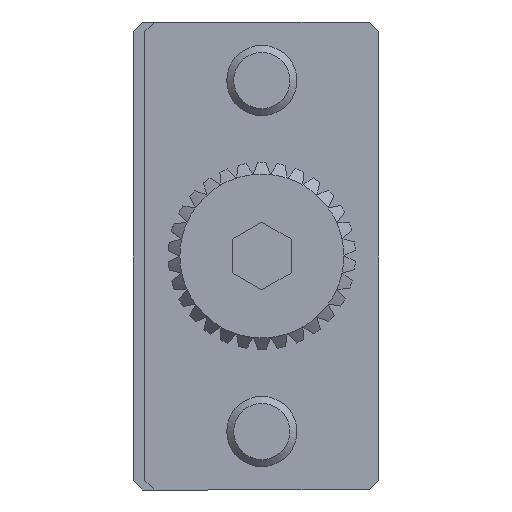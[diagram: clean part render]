
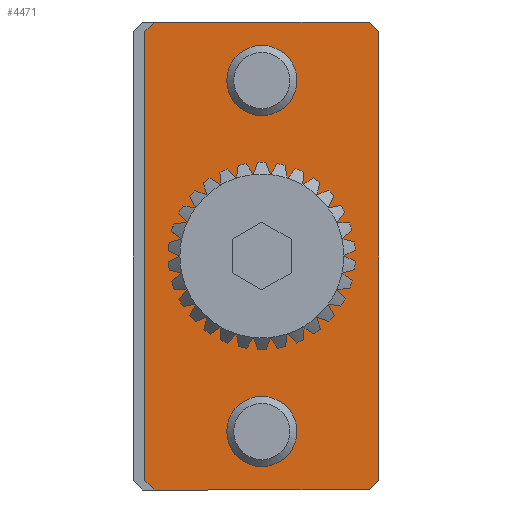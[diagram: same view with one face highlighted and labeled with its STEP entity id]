
A CAD part, left-side view. The second image highlights one B-rep face of the part: STEP entity #4471.
In plain terms, the highlighted planar face has unit normal (-1, 0, 0).
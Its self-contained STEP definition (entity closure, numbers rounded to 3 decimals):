
#122 = VECTOR ( 'NONE', #3095, 1000. ) ;
#149 = CARTESIAN_POINT ( 'NONE',  ( 0., 5., -1. ) ) ;
#205 = CIRCLE ( 'NONE', #1357, 1.5 ) ;
#236 = LINE ( 'NONE', #3013, #2911 ) ;
#320 = CARTESIAN_POINT ( 'NONE',  ( 0., 0.41, -20. ) ) ;
#321 = LINE ( 'NONE', #7941, #122 ) ;
#333 = VERTEX_POINT ( 'NONE', #149 ) ;
#555 = CIRCLE ( 'NONE', #5095, 1.5 ) ;
#687 = CARTESIAN_POINT ( 'NONE',  ( 0., 0., -20. ) ) ;
#794 = CARTESIAN_POINT ( 'NONE',  ( 0., 10., 0. ) ) ;
#880 = CARTESIAN_POINT ( 'NONE',  ( 0., 5., -10. ) ) ;
#884 = VERTEX_POINT ( 'NONE', #320 ) ;
#953 = VERTEX_POINT ( 'NONE', #7892 ) ;
#1123 = DIRECTION ( 'NONE',  ( 0., -0.707, -0.707 ) ) ;
#1153 = CARTESIAN_POINT ( 'NONE',  ( 0., 9.59, -20. ) ) ;
#1179 = VERTEX_POINT ( 'NONE', #6772 ) ;
#1357 = AXIS2_PLACEMENT_3D ( 'NONE', #5461, #4180, #7559 ) ;
#1380 = VECTOR ( 'NONE', #6431, 1000. ) ;
#1402 = LINE ( 'NONE', #6221, #7653 ) ;
#1415 = CARTESIAN_POINT ( 'NONE',  ( 0., 0., 0. ) ) ;
#1762 = EDGE_CURVE ( 'NONE', #5244, #953, #1402, .T. ) ;
#1875 = AXIS2_PLACEMENT_3D ( 'NONE', #880, #7872, #8567 ) ;
#2019 = VECTOR ( 'NONE', #3389, 1000. ) ;
#2099 = FACE_BOUND ( 'NONE', #3219, .T. ) ;
#2419 = EDGE_CURVE ( 'NONE', #333, #333, #205, .T. ) ;
#2546 = ORIENTED_EDGE ( 'NONE', *, *, #3746, .F. ) ;
#2567 = CARTESIAN_POINT ( 'NONE',  ( 0., 10., -0.41 ) ) ;
#2675 = ORIENTED_EDGE ( 'NONE', *, *, #6294, .F. ) ;
#2836 = FACE_BOUND ( 'NONE', #4107, .T. ) ;
#2911 = VECTOR ( 'NONE', #5819, 1000. ) ;
#3013 = CARTESIAN_POINT ( 'NONE',  ( 0., 9.59, -20. ) ) ;
#3017 = FACE_BOUND ( 'NONE', #5810, .T. ) ;
#3095 = DIRECTION ( 'NONE',  ( 0., 0.707, -0.707 ) ) ;
#3153 = CARTESIAN_POINT ( 'NONE',  ( 0., 5., -16. ) ) ;
#3219 = EDGE_LOOP ( 'NONE', ( #2675 ) ) ;
#3389 = DIRECTION ( 'NONE',  ( 0., 1., 0. ) ) ;
#3458 = ORIENTED_EDGE ( 'NONE', *, *, #5970, .F. ) ;
#3500 = CARTESIAN_POINT ( 'NONE',  ( 0., 5., -17.5 ) ) ;
#3653 = CARTESIAN_POINT ( 'NONE',  ( 0., 0., -19.59 ) ) ;
#3746 = EDGE_CURVE ( 'NONE', #6751, #5802, #7876, .T. ) ;
#3780 = LINE ( 'NONE', #7215, #8751 ) ;
#4059 = LINE ( 'NONE', #7535, #7528 ) ;
#4107 = EDGE_LOOP ( 'NONE', ( #5502 ) ) ;
#4180 = DIRECTION ( 'NONE',  ( -1., 0., 0. ) ) ;
#4220 = DIRECTION ( 'NONE',  ( 1., 0., 0. ) ) ;
#4242 = VECTOR ( 'NONE', #7836, 1000. ) ;
#4251 = VERTEX_POINT ( 'NONE', #7813 ) ;
#4302 = EDGE_CURVE ( 'NONE', #4251, #953, #4059, .T. ) ;
#4396 = ORIENTED_EDGE ( 'NONE', *, *, #5598, .F. ) ;
#4471 = ADVANCED_FACE ( 'NONE', ( #6374, #3017, #2836, #2099 ), #7684, .F. ) ;
#4560 = ORIENTED_EDGE ( 'NONE', *, *, #5725, .F. ) ;
#4678 = ORIENTED_EDGE ( 'NONE', *, *, #8855, .T. ) ;
#4733 = ORIENTED_EDGE ( 'NONE', *, *, #7873, .F. ) ;
#4890 = VERTEX_POINT ( 'NONE', #8695 ) ;
#4966 = CARTESIAN_POINT ( 'NONE',  ( 0., 0., 0. ) ) ;
#5058 = ORIENTED_EDGE ( 'NONE', *, *, #1762, .T. ) ;
#5062 = LINE ( 'NONE', #4966, #4242 ) ;
#5095 = AXIS2_PLACEMENT_3D ( 'NONE', #3500, #6293, #9022 ) ;
#5109 = EDGE_LOOP ( 'NONE', ( #7063, #2546, #4678, #3458, #4396, #5058, #6725, #4733 ) ) ;
#5160 = CARTESIAN_POINT ( 'NONE',  ( 0., 10., -19.59 ) ) ;
#5244 = VERTEX_POINT ( 'NONE', #3653 ) ;
#5461 = CARTESIAN_POINT ( 'NONE',  ( 0., 5., -2.5 ) ) ;
#5502 = ORIENTED_EDGE ( 'NONE', *, *, #2419, .F. ) ;
#5598 = EDGE_CURVE ( 'NONE', #5244, #884, #321, .T. ) ;
#5675 = VERTEX_POINT ( 'NONE', #1153 ) ;
#5725 = EDGE_CURVE ( 'NONE', #6731, #6731, #555, .T. ) ;
#5802 = VERTEX_POINT ( 'NONE', #2567 ) ;
#5810 = EDGE_LOOP ( 'NONE', ( #4560 ) ) ;
#5819 = DIRECTION ( 'NONE',  ( 0., -0.707, -0.707 ) ) ;
#5970 = EDGE_CURVE ( 'NONE', #884, #5675, #7057, .T. ) ;
#6221 = CARTESIAN_POINT ( 'NONE',  ( 0., 0., -0.41 ) ) ;
#6293 = DIRECTION ( 'NONE',  ( -1., 0., 0. ) ) ;
#6294 = EDGE_CURVE ( 'NONE', #1179, #1179, #9023, .T. ) ;
#6374 = FACE_OUTER_BOUND ( 'NONE', #5109, .T. ) ;
#6431 = DIRECTION ( 'NONE',  ( 0., 0., 1. ) ) ;
#6616 = DIRECTION ( 'NONE',  ( 0., 0.707, -0.707 ) ) ;
#6725 = ORIENTED_EDGE ( 'NONE', *, *, #4302, .F. ) ;
#6731 = VERTEX_POINT ( 'NONE', #3153 ) ;
#6751 = VERTEX_POINT ( 'NONE', #5160 ) ;
#6772 = CARTESIAN_POINT ( 'NONE',  ( 0., 5., -8.5 ) ) ;
#6879 = EDGE_CURVE ( 'NONE', #4890, #5802, #3780, .T. ) ;
#7006 = DIRECTION ( 'NONE',  ( 0., 0., -1. ) ) ;
#7057 = LINE ( 'NONE', #687, #2019 ) ;
#7063 = ORIENTED_EDGE ( 'NONE', *, *, #6879, .T. ) ;
#7215 = CARTESIAN_POINT ( 'NONE',  ( 0., 10., -0.41 ) ) ;
#7487 = DIRECTION ( 'NONE',  ( 0., 0., 1. ) ) ;
#7528 = VECTOR ( 'NONE', #1123, 1000. ) ;
#7535 = CARTESIAN_POINT ( 'NONE',  ( 0., 0.41, 0. ) ) ;
#7559 = DIRECTION ( 'NONE',  ( 0., 0., 1. ) ) ;
#7653 = VECTOR ( 'NONE', #7487, 1000. ) ;
#7684 = PLANE ( 'NONE',  #7963 ) ;
#7813 = CARTESIAN_POINT ( 'NONE',  ( 0., 0.41, 0. ) ) ;
#7836 = DIRECTION ( 'NONE',  ( 0., -1., 0. ) ) ;
#7872 = DIRECTION ( 'NONE',  ( -1., 0., 0. ) ) ;
#7873 = EDGE_CURVE ( 'NONE', #4890, #4251, #5062, .T. ) ;
#7876 = LINE ( 'NONE', #794, #1380 ) ;
#7892 = CARTESIAN_POINT ( 'NONE',  ( 0., 0., -0.41 ) ) ;
#7941 = CARTESIAN_POINT ( 'NONE',  ( 0., 0., -19.59 ) ) ;
#7963 = AXIS2_PLACEMENT_3D ( 'NONE', #1415, #4220, #7006 ) ;
#8567 = DIRECTION ( 'NONE',  ( 0., 0., 1. ) ) ;
#8695 = CARTESIAN_POINT ( 'NONE',  ( 0., 9.59, 0. ) ) ;
#8751 = VECTOR ( 'NONE', #6616, 1000. ) ;
#8855 = EDGE_CURVE ( 'NONE', #6751, #5675, #236, .T. ) ;
#9022 = DIRECTION ( 'NONE',  ( 0., 0., 1. ) ) ;
#9023 = CIRCLE ( 'NONE', #1875, 1.5 ) ;
